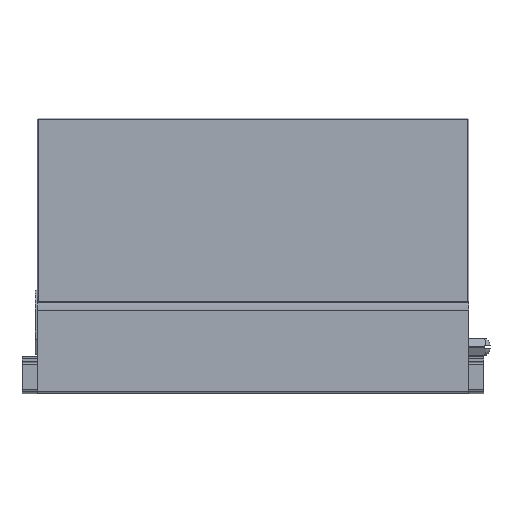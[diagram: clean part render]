
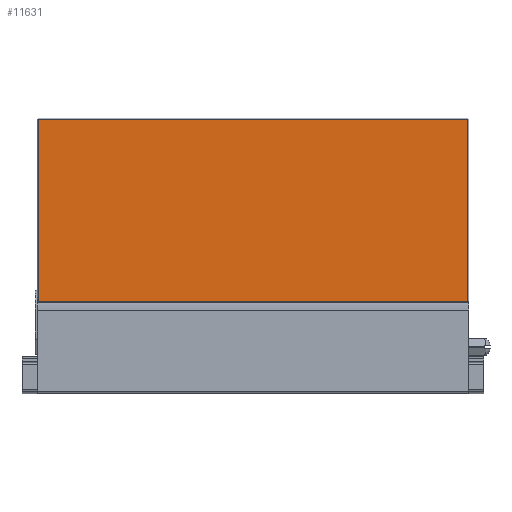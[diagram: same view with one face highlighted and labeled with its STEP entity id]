
A CAD part, left-side view. The second image highlights one B-rep face of the part: STEP entity #11631.
In plain terms, the highlighted face is planar.
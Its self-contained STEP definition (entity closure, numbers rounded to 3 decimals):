
#3432=ORIENTED_EDGE('',*,*,#5561,.T.);
#3433=ORIENTED_EDGE('',*,*,#5562,.T.);
#3434=ORIENTED_EDGE('',*,*,#5563,.T.);
#3435=ORIENTED_EDGE('',*,*,#5564,.T.);
#5561=EDGE_CURVE('',#6841,#6842,#7905,.T.);
#5562=EDGE_CURVE('',#6842,#6843,#7906,.T.);
#5563=EDGE_CURVE('',#6843,#6844,#7907,.T.);
#5564=EDGE_CURVE('',#6844,#6841,#7908,.T.);
#6841=VERTEX_POINT('',#21733);
#6842=VERTEX_POINT('',#21734);
#6843=VERTEX_POINT('',#21736);
#6844=VERTEX_POINT('',#21738);
#7905=LINE('',#21732,#9006);
#7906=LINE('',#21735,#9007);
#7907=LINE('',#21737,#9008);
#7908=LINE('',#21739,#9009);
#9006=VECTOR('',#14926,1000.);
#9007=VECTOR('',#14927,1000.);
#9008=VECTOR('',#14928,1000.);
#9009=VECTOR('',#14929,1000.);
#9843=EDGE_LOOP('',(#3432,#3433,#3434,#3435));
#10530=FACE_BOUND('',#9843,.T.);
#11041=PLANE('',#12681);
#11631=ADVANCED_FACE('',(#10530),#11041,.F.);
#12681=AXIS2_PLACEMENT_3D('',#21731,#14924,#14925);
#14924=DIRECTION('',(-1.,0.,0.));
#14925=DIRECTION('',(0.,0.,1.));
#14926=DIRECTION('',(0.,0.,-1.));
#14927=DIRECTION('',(0.,1.,0.));
#14928=DIRECTION('',(0.,0.,1.));
#14929=DIRECTION('',(0.,-1.,0.));
#21731=CARTESIAN_POINT('',(10.,-50.,0.));
#21732=CARTESIAN_POINT('',(10.,-49.5,0.));
#21733=CARTESIAN_POINT('',(10.,-49.5,199.5));
#21734=CARTESIAN_POINT('',(10.,-49.5,0.5));
#21735=CARTESIAN_POINT('',(10.,-50.,0.5));
#21736=CARTESIAN_POINT('',(10.,49.5,0.5));
#21737=CARTESIAN_POINT('',(10.,49.5,0.));
#21738=CARTESIAN_POINT('',(10.,49.5,199.5));
#21739=CARTESIAN_POINT('',(10.,-50.,199.5));
